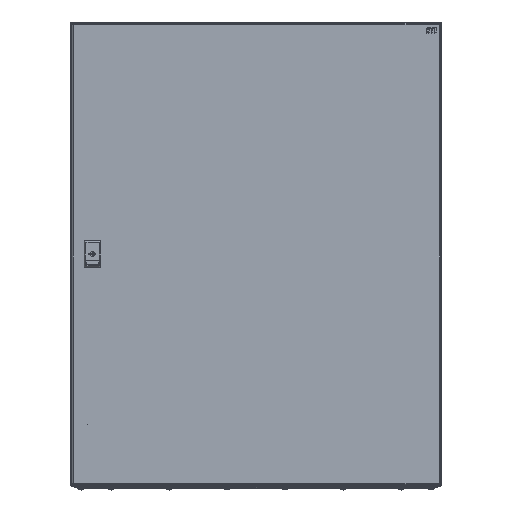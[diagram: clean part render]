
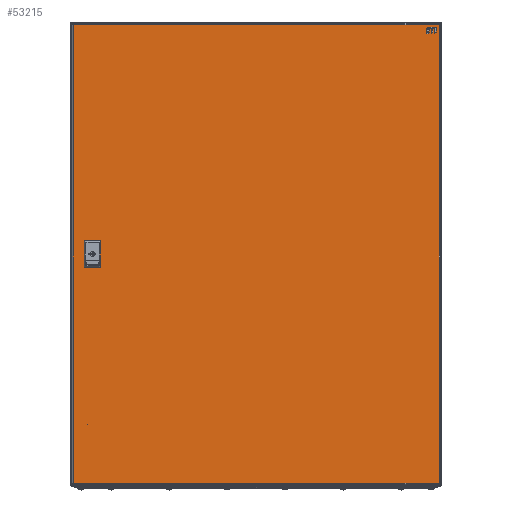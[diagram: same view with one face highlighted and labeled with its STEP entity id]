
A CAD part, front view. The second image highlights one B-rep face of the part: STEP entity #53215.
In plain terms, the highlighted face is planar.
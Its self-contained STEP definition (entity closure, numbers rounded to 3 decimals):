
#52340=DIRECTION('',(0.,1.,0.));
#52341=VECTOR('',#52340,788.4);
#52342=CARTESIAN_POINT('',(-494.5,-394.2,0.));
#52343=LINE('',#52342,#52341);
#52371=DIRECTION('',(-1.,0.,0.));
#52372=VECTOR('',#52371,989.);
#52373=CARTESIAN_POINT('',(494.5,-394.2,0.));
#52374=LINE('',#52373,#52372);
#52385=CARTESIAN_POINT('',(-367.,-363.4,0.));
#52386=DIRECTION('',(0.,0.,-1.));
#52387=DIRECTION('',(1.,0.,0.));
#52388=AXIS2_PLACEMENT_3D('',#52385,#52386,#52387);
#52393=CARTESIAN_POINT('',(-367.,-363.4,0.));
#52394=DIRECTION('',(0.,0.,-1.));
#52395=DIRECTION('',(-1.,0.,0.));
#52396=AXIS2_PLACEMENT_3D('',#52393,#52394,#52395);
#52401=DIRECTION('',(0.,-1.,0.));
#52402=VECTOR('',#52401,788.4);
#52403=CARTESIAN_POINT('',(494.5,394.2,0.));
#52404=LINE('',#52403,#52402);
#52470=DIRECTION('',(1.,0.,0.));
#52471=VECTOR('',#52470,989.);
#52472=CARTESIAN_POINT('',(-494.5,394.2,0.));
#52473=LINE('',#52472,#52471);
#52568=DIRECTION('',(1.,0.,0.));
#52569=VECTOR('',#52568,50.);
#52570=CARTESIAN_POINT('',(-25.,-365.5,0.));
#52571=LINE('',#52570,#52569);
#52582=DIRECTION('',(0.,-1.,0.));
#52583=VECTOR('',#52582,25.);
#52584=CARTESIAN_POINT('',(-25.,-340.5,0.));
#52585=LINE('',#52584,#52583);
#52596=DIRECTION('',(-1.,0.,0.));
#52597=VECTOR('',#52596,50.);
#52598=CARTESIAN_POINT('',(25.,-340.5,0.));
#52599=LINE('',#52598,#52597);
#52610=DIRECTION('',(0.,1.,0.));
#52611=VECTOR('',#52610,25.);
#52612=CARTESIAN_POINT('',(25.,-365.5,0.));
#52613=LINE('',#52612,#52611);
#52651=CARTESIAN_POINT('',(-367.25,-363.4,0.));
#52652=CARTESIAN_POINT('',(-366.75,-363.4,0.));
#52653=VERTEX_POINT('',#52651);
#52654=VERTEX_POINT('',#52652);
#52657=CARTESIAN_POINT('',(494.5,394.2,0.));
#52658=CARTESIAN_POINT('',(494.5,-394.2,0.));
#52659=VERTEX_POINT('',#52657);
#52660=VERTEX_POINT('',#52658);
#52661=CARTESIAN_POINT('',(-494.5,394.2,0.));
#52662=VERTEX_POINT('',#52661);
#52663=CARTESIAN_POINT('',(-494.5,-394.2,0.));
#52664=VERTEX_POINT('',#52663);
#52665=CARTESIAN_POINT('',(-25.,-365.5,0.));
#52666=CARTESIAN_POINT('',(25.,-365.5,0.));
#52667=VERTEX_POINT('',#52665);
#52668=VERTEX_POINT('',#52666);
#52669=CARTESIAN_POINT('',(-25.,-340.5,0.));
#52670=VERTEX_POINT('',#52669);
#52671=CARTESIAN_POINT('',(25.,-340.5,0.));
#52672=VERTEX_POINT('',#52671);
#53186=CARTESIAN_POINT('',(0.,0.,0.));
#53187=DIRECTION('',(0.,0.,-1.));
#53188=DIRECTION('',(-1.,0.,0.));
#53189=AXIS2_PLACEMENT_3D('',#53186,#53187,#53188);
#53190=PLANE('',#53189);
#53192=ORIENTED_EDGE('',*,*,#53191,.F.);
#53194=ORIENTED_EDGE('',*,*,#53193,.F.);
#53195=ORIENTED_EDGE('',*,*,#53132,.F.);
#53196=ORIENTED_EDGE('',*,*,#53170,.F.);
#53197=EDGE_LOOP('',(#53192,#53194,#53195,#53196));
#53198=FACE_OUTER_BOUND('',#53197,.F.);
#53200=ORIENTED_EDGE('',*,*,#53199,.T.);
#53202=ORIENTED_EDGE('',*,*,#53201,.T.);
#53203=EDGE_LOOP('',(#53200,#53202));
#53204=FACE_BOUND('',#53203,.F.);
#53206=ORIENTED_EDGE('',*,*,#53205,.F.);
#53208=ORIENTED_EDGE('',*,*,#53207,.F.);
#53210=ORIENTED_EDGE('',*,*,#53209,.F.);
#53212=ORIENTED_EDGE('',*,*,#53211,.F.);
#53213=EDGE_LOOP('',(#53206,#53208,#53210,#53212));
#53214=FACE_BOUND('',#53213,.F.);
#52389=CIRCLE('',#52388,0.25);
#52397=CIRCLE('',#52396,0.25);
#53132=EDGE_CURVE('',#52664,#52662,#52343,.T.);
#53170=EDGE_CURVE('',#52660,#52664,#52374,.T.);
#53191=EDGE_CURVE('',#52659,#52660,#52404,.T.);
#53193=EDGE_CURVE('',#52662,#52659,#52473,.T.);
#53199=EDGE_CURVE('',#52654,#52653,#52389,.T.);
#53201=EDGE_CURVE('',#52653,#52654,#52397,.T.);
#53205=EDGE_CURVE('',#52667,#52668,#52571,.T.);
#53207=EDGE_CURVE('',#52670,#52667,#52585,.T.);
#53209=EDGE_CURVE('',#52672,#52670,#52599,.T.);
#53211=EDGE_CURVE('',#52668,#52672,#52613,.T.);
#53215=ADVANCED_FACE('',(#53198,#53204,#53214),#53190,.T.);
